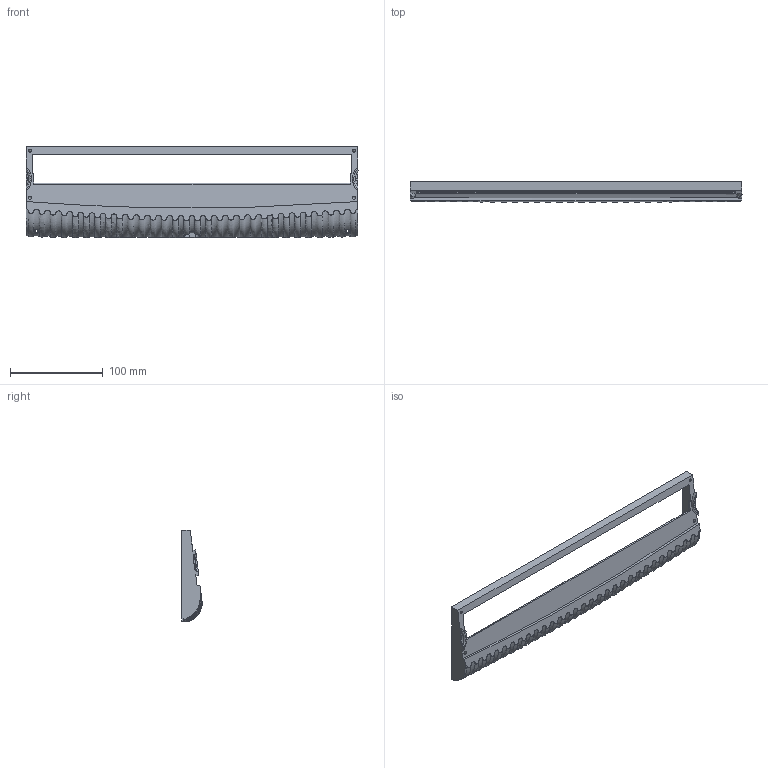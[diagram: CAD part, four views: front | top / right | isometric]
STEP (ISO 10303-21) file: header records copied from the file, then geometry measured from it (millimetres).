
FILE_DESCRIPTION(/* description */ (''),/* implementation_level */ '2;1');
FILE_NAME(/* name */ 'Bottom.step',/* time_stamp */ '2024-11-18T17:44:20+02:00',/* author */ (''),/* organization */ (''),/* preprocessor_version */ 'ST-DEVELOPER v20',/* originating_system */ 'Autodesk Translation Framework v13.20.0.188',/* authorisation */ '');
FILE_SCHEMA (('AUTOMOTIVE_DESIGN { 1 0 10303 214 3 1 1 }'));
Length unit declared in the file: millimetre
Products named in the file (1): bot
Bounding box: 358.05 x 22.25 x 98.25 mm (x, y, z)
Volume: 182382 mm3; surface area: 72353.9 mm2
Topology: 1 solids, 1 shells, 367 faces, 1135 edges, 779 vertices
Faces by surface type: bspline 145, plane 106, cylinder 99, torus 11, cone 4, sphere 2
Full cylindrical faces by diameter (mm): 1.2 x8, 2.9 x4, 3.5 x2, 5 x2
Entity records: 31016 total; most frequent: CARTESIAN_POINT 22184, ORIENTED_EDGE 2262, DIRECTION 1213, EDGE_CURVE 1131, VERTEX_POINT 779, B_SPLINE_CURVE_WITH_KNOTS 597, AXIS2_PLACEMENT_3D 456, EDGE_LOOP 392
